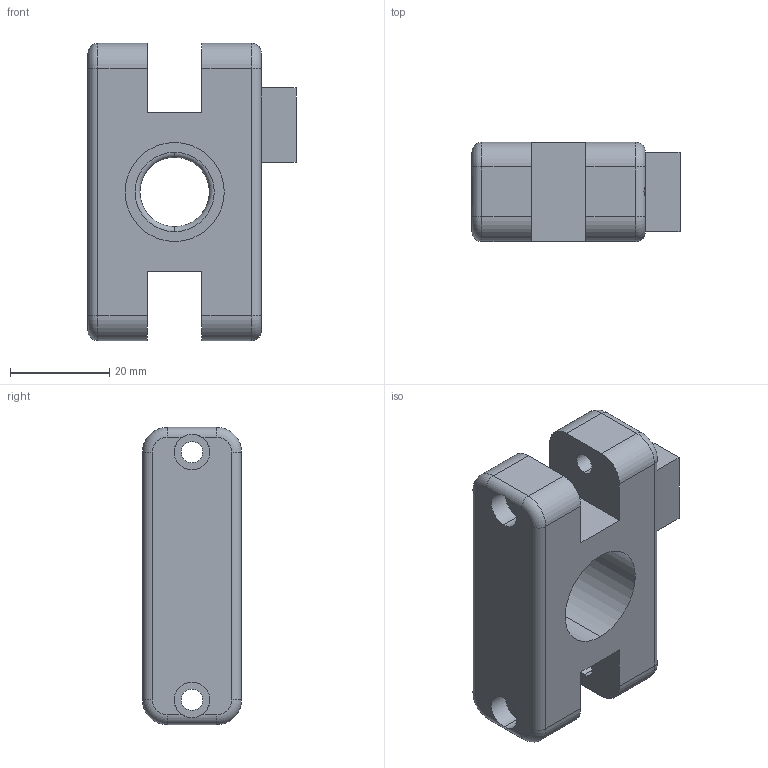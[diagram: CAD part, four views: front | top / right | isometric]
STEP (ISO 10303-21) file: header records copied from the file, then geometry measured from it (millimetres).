
FILE_DESCRIPTION (( 'STEP AP203' ), '1' );
FILE_NAME ('Rear Wheel Hub Left.STEP', '2025-12-09T16:42:49', ( '' ), ( '' ), 'SwSTEP 2.0', 'SolidWorks 2025', '' );
FILE_SCHEMA (( 'CONFIG_CONTROL_DESIGN' ));
Length unit declared in the file: millimetre
Products named in the file (1): Rear Wheel Hub Left
Bounding box: 42 x 20 x 60 mm (x, y, z)
Volume: 29958.8 mm3; surface area: 9944.4 mm2
Topology: 1 solids, 1 shells, 86 faces, 220 edges, 138 vertices
Faces by surface type: plane 40, cylinder 34, torus 12
Entity records: 2715 total; most frequent: CARTESIAN_POINT 485, DIRECTION 470, ORIENTED_EDGE 440, EDGE_CURVE 220, AXIS2_PLACEMENT_3D 171, VERTEX_POINT 138, LINE 128, VECTOR 128
